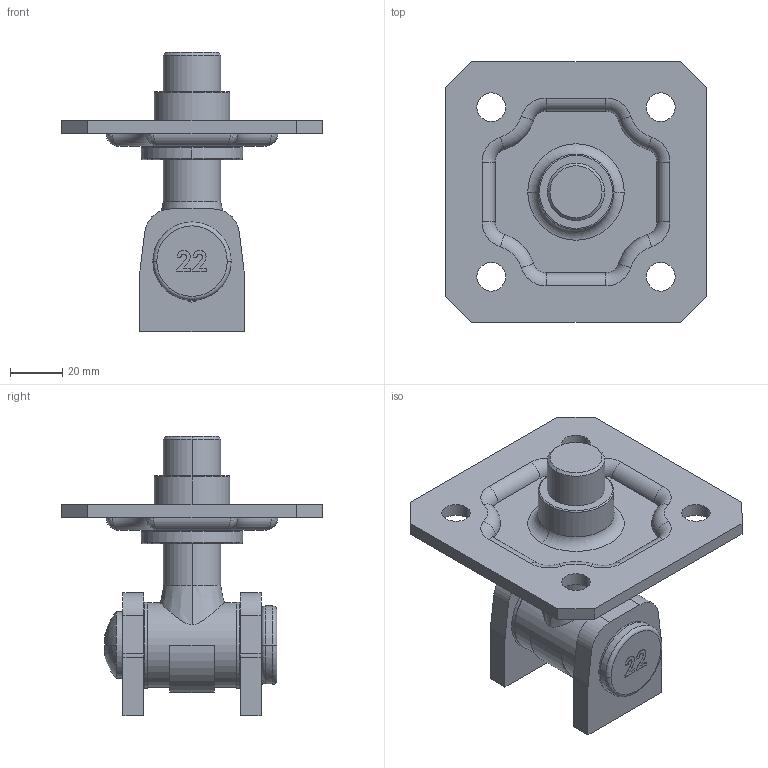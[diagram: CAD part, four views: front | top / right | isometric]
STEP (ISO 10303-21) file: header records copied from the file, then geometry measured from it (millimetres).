
FILE_DESCRIPTION (( 'STEP AP203' ), '1' );
FILE_NAME ('164-M22.step', '2019-09-05T08:20:46', ( '' ), ( '' ), 'SwSTEP 2.0', 'SolidWorks 2015', '' );
FILE_SCHEMA (( 'CONFIG_CONTROL_DESIGN' ));
Length unit declared in the file: millimetre
Products named in the file (7): 164-MXX Teil6_164-M22 Teil6; 164-MXX Teil5_164-M22 Teil5; 164-MXX Teil2_164-M22 Teil2; 164-MXX Teil3_164-M22 Teil3; 164-M22; 164-MXX Teil4_164-M22 Teil4; 164-MXX Teil1_164-M22 Teil1
Assembly tree (8 placements, depth 2):
  164-M22
    164-MXX Teil4_164-M22 Teil4
    164-MXX Teil2_164-M22 Teil2
    164-MXX Teil3_164-M22 Teil3  x2
    164-MXX Teil5_164-M22 Teil5
    164-MXX Teil6_164-M22 Teil6
    164-MXX Teil1_164-M22 Teil1  x2
Bounding box: 100 x 100 x 107 mm (x, y, z)
Volume: 146210.8 mm3; surface area: 56611.7 mm2
Topology: 8 solids, 8 shells, 598 faces, 1571 edges, 1029 vertices
Faces by surface type: plane 326, bspline 158, cylinder 68, torus 30, cone 14, sphere 2
Entity records: 17461 total; most frequent: CARTESIAN_POINT 7784, ORIENTED_EDGE 1964, DIRECTION 1610, EDGE_CURVE 982, VERTEX_POINT 643, LINE 588, VECTOR 588, AXIS2_PLACEMENT_3D 511
